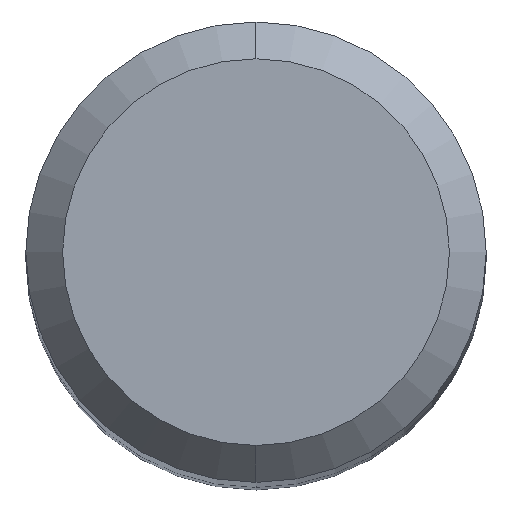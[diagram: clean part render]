
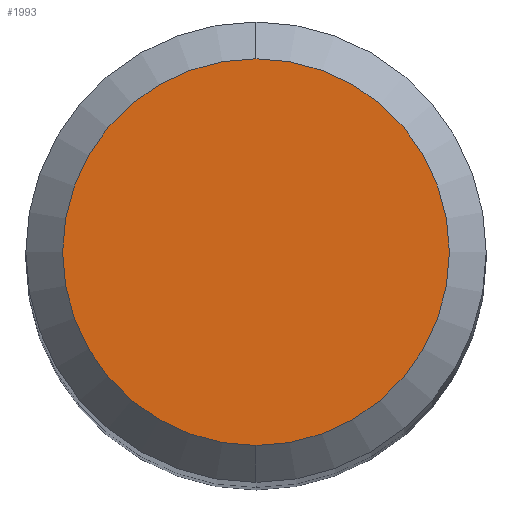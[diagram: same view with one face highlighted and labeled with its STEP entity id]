
A CAD part, top view. The second image highlights one B-rep face of the part: STEP entity #1993.
In plain terms, the highlighted planar face has unit normal (0, 0, 1).
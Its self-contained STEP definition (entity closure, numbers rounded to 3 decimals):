
#1993=ADVANCED_FACE('',(#5325),#5326,.T.);
#5325=FACE_OUTER_BOUND('',#9311,.T.);
#5326=PLANE('',#9312);
#9311=EDGE_LOOP('',(#11995,#11996));
#9312=AXIS2_PLACEMENT_3D('',#11997,#11998,#11999);
#11995=ORIENTED_EDGE('',*,*,#17335,.F.);
#11996=ORIENTED_EDGE('',*,*,#17338,.F.);
#11997=CARTESIAN_POINT('',(0.,1.26,36.0));
#11998=DIRECTION('',(0.,0.0,1.0));
#11999=DIRECTION('',(0.0,-1.0,0.0));
#17335=EDGE_CURVE('',#20009,#20011,#20012,.T.);
#17338=EDGE_CURVE('',#20011,#20009,#20015,.T.);
#20009=VERTEX_POINT('',#20051);
#20011=VERTEX_POINT('',#20054);
#20012=CIRCLE('',#20055,2.52);
#20015=CIRCLE('',#20059,2.52);
#20051=CARTESIAN_POINT('',(0.,2.52,36.0));
#20054=CARTESIAN_POINT('',(0.,-2.52,36.0));
#20055=AXIS2_PLACEMENT_3D('',#20090,#20091,#20092);
#20059=AXIS2_PLACEMENT_3D('',#20094,#20095,#20096);
#20090=CARTESIAN_POINT('',(0.,0.,36.0));
#20091=DIRECTION('',(0.,0.0,-1.0));
#20092=DIRECTION('',(0.0,1.0,0.0));
#20094=CARTESIAN_POINT('',(0.,0.,36.0));
#20095=DIRECTION('',(0.,0.0,-1.0));
#20096=DIRECTION('',(0.0,1.0,0.0));
